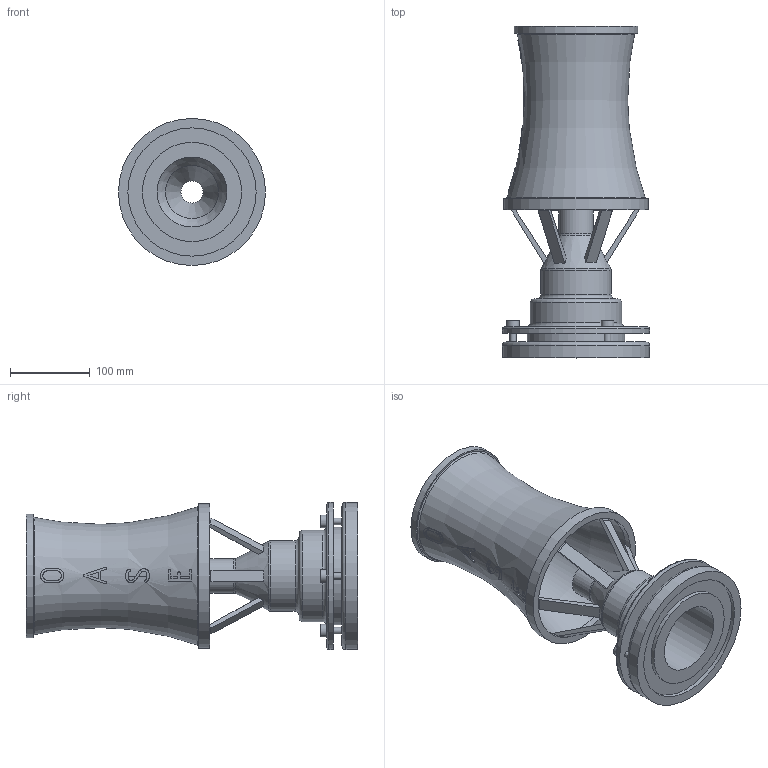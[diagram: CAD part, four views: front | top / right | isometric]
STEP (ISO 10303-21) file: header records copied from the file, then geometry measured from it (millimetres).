
FILE_DESCRIPTION(/* description */ (''),/* implementation_level */ '2;1');
FILE_NAME(/* name */ '50917 cascade130_überprüft.stp',/* time_stamp */ '2014-09-12T09:31:03+02:00',/* author */ ('guzb562'),/* organization */ (''),/* preprocessor_version */ 'ST-DEVELOPER v15.2',/* originating_system */ 'Autodesk Inventor 2014',/* authorisation */ '');
FILE_SCHEMA (('AUTOMOTIVE_DESIGN { 1 0 10303 214 3 1 1 }'));
Length unit declared in the file: millimetre
Products named in the file (1): 50917 cascade130
Bounding box: 184.86 x 417 x 184.86 mm (x, y, z)
Surface area: 406267.7 mm2 (no closed solid volume)
Topology: 0 solids, 1 shells, 160 faces, 409 edges, 267 vertices
Faces by surface type: plane 93, cylinder 39, torus 24, cone 4
Full cylindrical faces by diameter (mm): 8 x3, 16 x3, 27.863 x1, 42.863 x1, 66.55 x1, 87.8 x1, 88.863 x1, 114.863 x1, 122.668 x1, 124.761 x1, 154.863 x1, 161.198 x1, 181.863 x1, 184.863 x2
Entity records: 5544 total; most frequent: CARTESIAN_POINT 2040, ORIENTED_EDGE 686, DIRECTION 658, EDGE_CURVE 343, AXIS2_PLACEMENT_3D 253, VERTEX_POINT 246, EDGE_LOOP 227, ADVANCED_FACE 156
